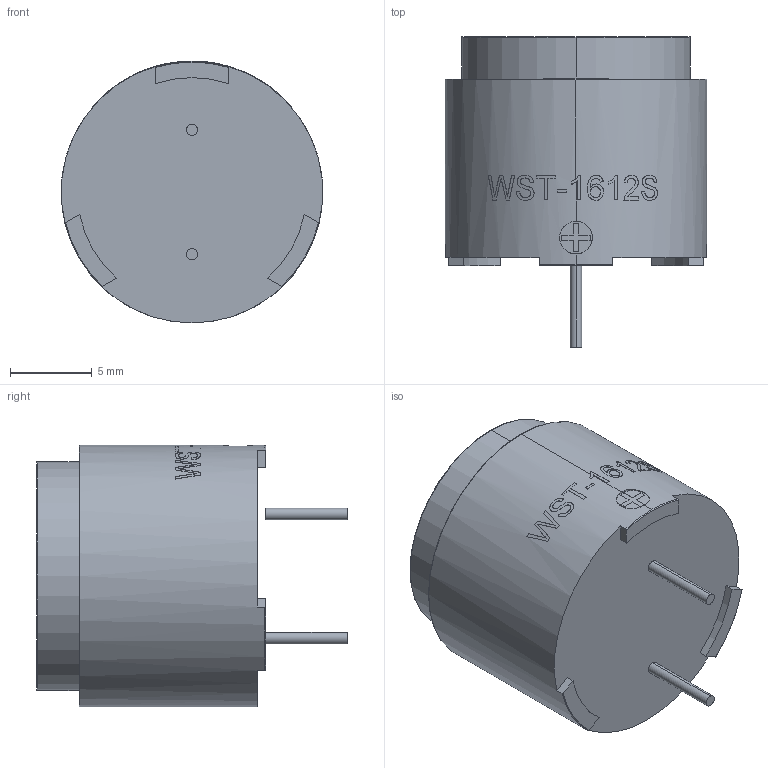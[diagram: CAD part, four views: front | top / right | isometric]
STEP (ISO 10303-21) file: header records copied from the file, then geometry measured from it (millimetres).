
FILE_DESCRIPTION (( 'STEP AP203' ), '1' );
FILE_NAME ('WST-1612S.STEP', '2016-11-28T20:01:11', ( 'Gem' ), ( '' ), 'SwSTEP 2.0', 'SolidWorks 2013', '' );
FILE_SCHEMA (( 'CONFIG_CONTROL_DESIGN' ));
Length unit declared in the file: millimetre
Products named in the file (1): WST-1612S
Bounding box: 16 x 19 x 16.01 mm (x, y, z)
Volume: 2594.2 mm3; surface area: 1115.5 mm2
Topology: 4 solids, 4 shells, 170 faces, 449 edges, 298 vertices
Faces by surface type: bspline 72, plane 66, cylinder 25, torus 7
Entity records: 10887 total; most frequent: CARTESIAN_POINT 7204, ORIENTED_EDGE 898, DIRECTION 492, EDGE_CURVE 449, VERTEX_POINT 298, B_SPLINE_CURVE_WITH_KNOTS 242, AXIS2_PLACEMENT_3D 186, EDGE_LOOP 181
